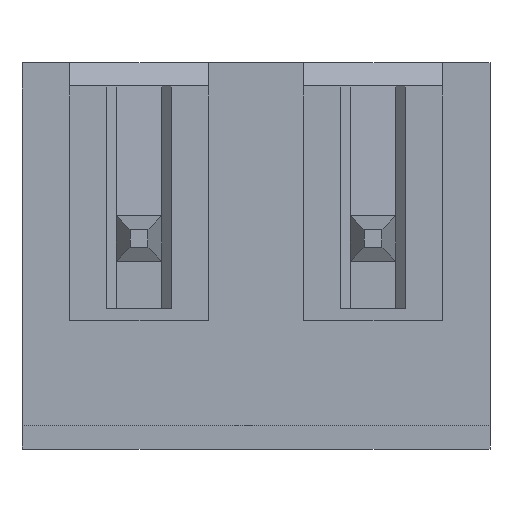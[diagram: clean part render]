
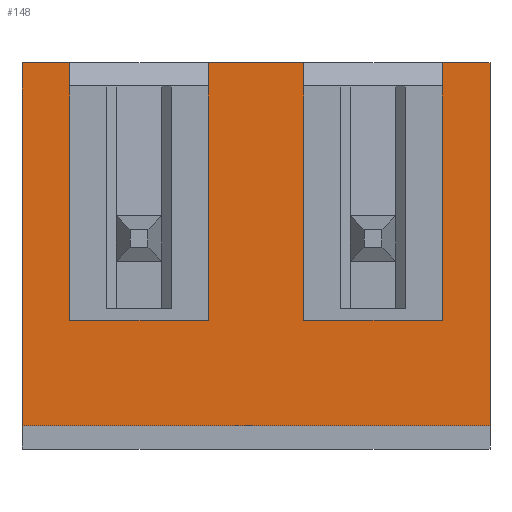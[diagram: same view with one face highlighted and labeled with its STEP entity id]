
A CAD part, front view. The second image highlights one B-rep face of the part: STEP entity #148.
In plain terms, the highlighted planar face has unit normal (0, -1, 0).
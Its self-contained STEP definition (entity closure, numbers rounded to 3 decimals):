
#148=ADVANCED_FACE('',(#359),#360,.T.);
#359=FACE_OUTER_BOUND('',#635,.T.);
#360=PLANE('',#636);
#635=EDGE_LOOP('',(#1324,#1325,#1326,#1327,#1328,#1329,#1330,#1331,#1332,#1333,#1334,#1335));
#636=AXIS2_PLACEMENT_3D('',#1336,#1337,#1338);
#1324=ORIENTED_EDGE('',*,*,#2113,.T.);
#1325=ORIENTED_EDGE('',*,*,#2091,.T.);
#1326=ORIENTED_EDGE('',*,*,#2095,.T.);
#1327=ORIENTED_EDGE('',*,*,#2118,.F.);
#1328=ORIENTED_EDGE('',*,*,#2119,.T.);
#1329=ORIENTED_EDGE('',*,*,#2120,.T.);
#1330=ORIENTED_EDGE('',*,*,#2121,.T.);
#1331=ORIENTED_EDGE('',*,*,#2122,.F.);
#1332=ORIENTED_EDGE('',*,*,#2123,.T.);
#1333=ORIENTED_EDGE('',*,*,#2124,.T.);
#1334=ORIENTED_EDGE('',*,*,#2125,.T.);
#1335=ORIENTED_EDGE('',*,*,#2126,.F.);
#1336=CARTESIAN_POINT('',(-2.54,0.,-0.127));
#1337=DIRECTION('',(0.,-1.0,0.));
#1338=DIRECTION('',(0.,0.,-1.0));
#2091=EDGE_CURVE('',#2580,#2581,#2582,.T.);
#2095=EDGE_CURVE('',#2581,#2588,#2589,.T.);
#2113=EDGE_CURVE('',#2617,#2580,#2618,.T.);
#2118=EDGE_CURVE('',#2623,#2588,#2624,.T.);
#2119=EDGE_CURVE('',#2623,#2625,#2626,.T.);
#2120=EDGE_CURVE('',#2625,#2627,#2628,.T.);
#2121=EDGE_CURVE('',#2627,#2629,#2630,.T.);
#2122=EDGE_CURVE('',#2631,#2629,#2632,.T.);
#2123=EDGE_CURVE('',#2631,#2633,#2634,.T.);
#2124=EDGE_CURVE('',#2633,#2635,#2636,.T.);
#2125=EDGE_CURVE('',#2635,#2637,#2638,.T.);
#2126=EDGE_CURVE('',#2617,#2637,#2639,.T.);
#2580=VERTEX_POINT('',#3358);
#2581=VERTEX_POINT('',#3359);
#2582=LINE('',#3360,#3361);
#2588=VERTEX_POINT('',#3370);
#2589=LINE('',#3371,#3372);
#2617=VERTEX_POINT('',#3417);
#2618=LINE('',#3418,#3419);
#2623=VERTEX_POINT('',#3428);
#2624=LINE('',#3429,#3430);
#2625=VERTEX_POINT('',#3431);
#2626=LINE('',#3432,#3433);
#2627=VERTEX_POINT('',#3434);
#2628=LINE('',#3435,#3436);
#2629=VERTEX_POINT('',#3437);
#2630=LINE('',#3438,#3439);
#2631=VERTEX_POINT('',#3440);
#2632=LINE('',#3441,#3442);
#2633=VERTEX_POINT('',#3443);
#2634=LINE('',#3444,#3445);
#2635=VERTEX_POINT('',#3446);
#2636=LINE('',#3447,#3448);
#2637=VERTEX_POINT('',#3449);
#2638=LINE('',#3450,#3451);
#2639=LINE('',#3452,#3453);
#3358=CARTESIAN_POINT('',(6.579,0.,-1.778));
#3359=CARTESIAN_POINT('',(3.581,0.,-1.778));
#3360=CARTESIAN_POINT('',(0.52,0.,-1.778));
#3361=VECTOR('',#4049,1.0);
#3370=CARTESIAN_POINT('',(3.581,0.0,3.81));
#3371=CARTESIAN_POINT('',(3.581,0.,1.842));
#3372=VECTOR('',#4053,1.0);
#3417=CARTESIAN_POINT('',(6.579,0.0,3.81));
#3418=CARTESIAN_POINT('',(6.579,0.,1.842));
#3419=VECTOR('',#4071,1.0);
#3428=CARTESIAN_POINT('',(1.499,0.0,3.81));
#3429=CARTESIAN_POINT('',(-2.54,0.0,3.81));
#3430=VECTOR('',#4076,1.0);
#3431=CARTESIAN_POINT('',(1.499,0.,-1.778));
#3432=CARTESIAN_POINT('',(1.499,0.,1.842));
#3433=VECTOR('',#4077,1.0);
#3434=CARTESIAN_POINT('',(-1.499,0.,-1.778));
#3435=CARTESIAN_POINT('',(-2.02,0.,-1.778));
#3436=VECTOR('',#4078,1.0);
#3437=CARTESIAN_POINT('',(-1.499,0.0,3.81));
#3438=CARTESIAN_POINT('',(-1.499,0.,1.842));
#3439=VECTOR('',#4079,1.0);
#3440=CARTESIAN_POINT('',(-2.54,0.0,3.81));
#3441=CARTESIAN_POINT('',(-2.54,0.0,3.81));
#3442=VECTOR('',#4080,1.0);
#3443=CARTESIAN_POINT('',(-2.54,0.0,-4.064));
#3444=CARTESIAN_POINT('',(-2.54,0.,3.81));
#3445=VECTOR('',#4081,1.0);
#3446=CARTESIAN_POINT('',(7.62,0.0,-4.064));
#3447=CARTESIAN_POINT('',(-2.54,0.0,-4.064));
#3448=VECTOR('',#4082,1.0);
#3449=CARTESIAN_POINT('',(7.62,0.0,3.81));
#3450=CARTESIAN_POINT('',(7.62,0.,3.81));
#3451=VECTOR('',#4083,1.0);
#3452=CARTESIAN_POINT('',(-2.54,0.0,3.81));
#3453=VECTOR('',#4084,1.0);
#4049=DIRECTION('',(-1.0,0.,-0.0));
#4053=DIRECTION('',(0.0,0.,1.0));
#4071=DIRECTION('',(0.0,0.,-1.0));
#4076=DIRECTION('',(1.0,0.0,0.));
#4077=DIRECTION('',(0.0,0.,-1.0));
#4078=DIRECTION('',(-1.0,0.,-0.0));
#4079=DIRECTION('',(0.0,0.,1.0));
#4080=DIRECTION('',(1.0,0.0,0.));
#4081=DIRECTION('',(0.,0.,-1.0));
#4082=DIRECTION('',(1.0,0.0,0.));
#4083=DIRECTION('',(0.,0.,1.0));
#4084=DIRECTION('',(1.0,0.0,0.));
